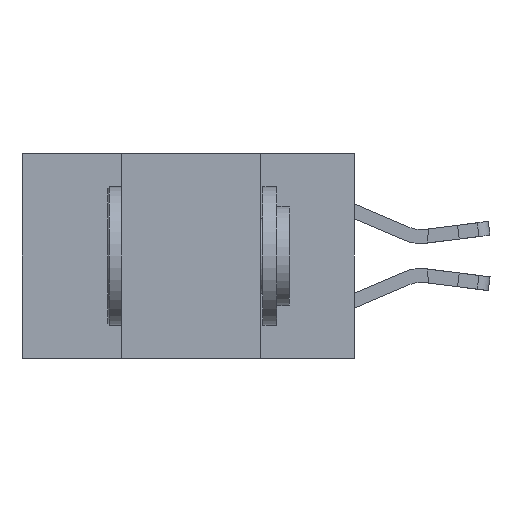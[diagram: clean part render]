
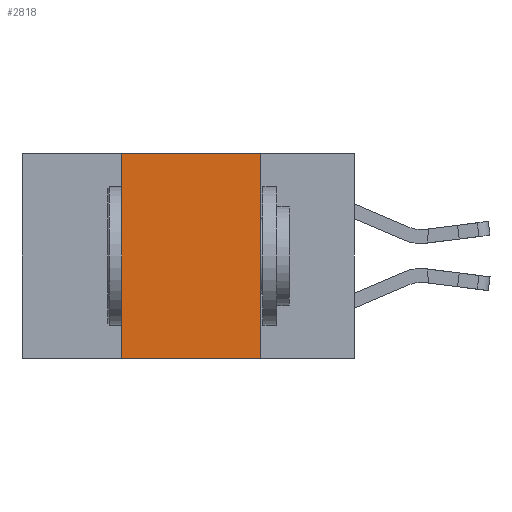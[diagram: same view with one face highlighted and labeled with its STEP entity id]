
A CAD part, left-side view. The second image highlights one B-rep face of the part: STEP entity #2818.
In plain terms, the highlighted planar face has unit normal (-1, 0, 0).
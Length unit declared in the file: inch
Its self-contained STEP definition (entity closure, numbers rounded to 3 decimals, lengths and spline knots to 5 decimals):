
#102 = EDGE_CURVE ( 'NONE', #10339, #22363, #8253, .T. ) ;
#120 = ORIENTED_EDGE ( 'NONE', *, *, #12087, .F. ) ;
#548 = DIRECTION ( 'NONE',  ( 0., -1., 0. ) ) ;
#722 = CARTESIAN_POINT ( 'NONE',  ( 0., 0.17, -0.37 ) ) ;
#1327 = ORIENTED_EDGE ( 'NONE', *, *, #16923, .T. ) ;
#1681 = VECTOR ( 'NONE', #23427, 39.37008 ) ;
#2022 = LINE ( 'NONE', #722, #6558 ) ;
#2656 = DIRECTION ( 'NONE',  ( 0., 0., -1. ) ) ;
#2818 = ADVANCED_FACE ( 'NONE', ( #6346 ), #3850, .F. ) ;
#3030 = VERTEX_POINT ( 'NONE', #11205 ) ;
#3103 = VECTOR ( 'NONE', #8214, 39.37008 ) ;
#3850 = PLANE ( 'NONE',  #19071 ) ;
#6346 = FACE_OUTER_BOUND ( 'NONE', #7887, .T. ) ;
#6558 = VECTOR ( 'NONE', #2656, 39.37008 ) ;
#7887 = EDGE_LOOP ( 'NONE', ( #120, #10268, #20603, #1327 ) ) ;
#8214 = DIRECTION ( 'NONE',  ( 0., -1., 0. ) ) ;
#8253 = LINE ( 'NONE', #10974, #3103 ) ;
#10268 = ORIENTED_EDGE ( 'NONE', *, *, #102, .F. ) ;
#10339 = VERTEX_POINT ( 'NONE', #20235 ) ;
#10974 = CARTESIAN_POINT ( 'NONE',  ( 0., 0.6, 0. ) ) ;
#11205 = CARTESIAN_POINT ( 'NONE',  ( 0., 0.17, -0.37 ) ) ;
#11791 = LINE ( 'NONE', #21642, #1681 ) ;
#12087 = EDGE_CURVE ( 'NONE', #22363, #3030, #2022, .T. ) ;
#13803 = LINE ( 'NONE', #22831, #18061 ) ;
#15806 = CARTESIAN_POINT ( 'NONE',  ( 0., 0.42, -0.37 ) ) ;
#16923 = EDGE_CURVE ( 'NONE', #20967, #3030, #13803, .T. ) ;
#18061 = VECTOR ( 'NONE', #548, 39.37008 ) ;
#19071 = AXIS2_PLACEMENT_3D ( 'NONE', #23900, #23033, #23010 ) ;
#20235 = CARTESIAN_POINT ( 'NONE',  ( 0., 0.42, 0. ) ) ;
#20603 = ORIENTED_EDGE ( 'NONE', *, *, #23013, .F. ) ;
#20967 = VERTEX_POINT ( 'NONE', #15806 ) ;
#21642 = CARTESIAN_POINT ( 'NONE',  ( 0., 0.42, -0.37 ) ) ;
#22363 = VERTEX_POINT ( 'NONE', #23373 ) ;
#22831 = CARTESIAN_POINT ( 'NONE',  ( 0., 0.6, -0.37 ) ) ;
#23010 = DIRECTION ( 'NONE',  ( 0., 0., -1. ) ) ;
#23013 = EDGE_CURVE ( 'NONE', #20967, #10339, #11791, .T. ) ;
#23033 = DIRECTION ( 'NONE',  ( 1., 0., 0. ) ) ;
#23373 = CARTESIAN_POINT ( 'NONE',  ( 0., 0.17, 0. ) ) ;
#23427 = DIRECTION ( 'NONE',  ( 0., 0., 1. ) ) ;
#23900 = CARTESIAN_POINT ( 'NONE',  ( 0., 0.6, 0. ) ) ;
